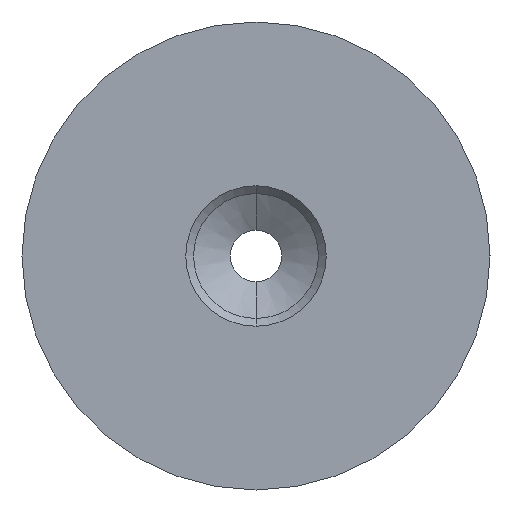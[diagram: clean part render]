
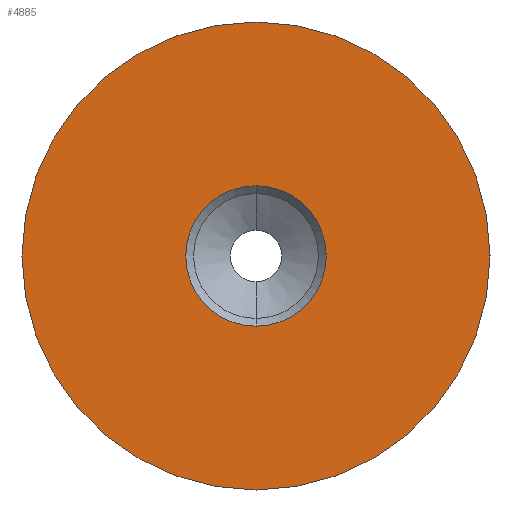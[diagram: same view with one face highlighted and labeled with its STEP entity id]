
A CAD part, left-side view. The second image highlights one B-rep face of the part: STEP entity #4885.
In plain terms, the highlighted planar face has unit normal (-1, 0, 0).
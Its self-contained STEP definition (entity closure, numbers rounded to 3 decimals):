
#93 = ORIENTED_EDGE ( 'NONE', *, *, #1228, .F. ) ;
#227 = DIRECTION ( 'NONE',  ( -1., 0., 0. ) ) ;
#251 = AXIS2_PLACEMENT_3D ( 'NONE', #1365, #5032, #1788 ) ;
#270 = ORIENTED_EDGE ( 'NONE', *, *, #4706, .F. ) ;
#465 = DIRECTION ( 'NONE',  ( 1., 0., 0. ) ) ;
#787 = EDGE_CURVE ( 'NONE', #2492, #4918, #2948, .T. ) ;
#965 = DIRECTION ( 'NONE',  ( 0., 0., -1. ) ) ;
#1151 = VERTEX_POINT ( 'NONE', #3428 ) ;
#1205 = FACE_BOUND ( 'NONE', #2881, .T. ) ;
#1228 = EDGE_CURVE ( 'NONE', #1151, #4542, #5186, .T. ) ;
#1365 = CARTESIAN_POINT ( 'NONE',  ( 0., 0., 0. ) ) ;
#1398 = AXIS2_PLACEMENT_3D ( 'NONE', #4687, #227, #4326 ) ;
#1419 = AXIS2_PLACEMENT_3D ( 'NONE', #4932, #465, #3317 ) ;
#1516 = AXIS2_PLACEMENT_3D ( 'NONE', #4439, #2803, #4044 ) ;
#1788 = DIRECTION ( 'NONE',  ( 0., 0., 1. ) ) ;
#2184 = CARTESIAN_POINT ( 'NONE',  ( 0., 0., -4.5 ) ) ;
#2312 = ORIENTED_EDGE ( 'NONE', *, *, #787, .F. ) ;
#2492 = VERTEX_POINT ( 'NONE', #5155 ) ;
#2627 = CARTESIAN_POINT ( 'NONE',  ( 0., 0., 0. ) ) ;
#2711 = EDGE_LOOP ( 'NONE', ( #93, #270 ) ) ;
#2803 = DIRECTION ( 'NONE',  ( -1., 0., 0. ) ) ;
#2881 = EDGE_LOOP ( 'NONE', ( #2312, #3220 ) ) ;
#2948 = CIRCLE ( 'NONE', #1398, 4.5 ) ;
#2974 = DIRECTION ( 'NONE',  ( 1., 0., 0. ) ) ;
#3072 = CARTESIAN_POINT ( 'NONE',  ( 0., 0., 15. ) ) ;
#3220 = ORIENTED_EDGE ( 'NONE', *, *, #4243, .F. ) ;
#3317 = DIRECTION ( 'NONE',  ( 0., 0., -1. ) ) ;
#3428 = CARTESIAN_POINT ( 'NONE',  ( 0., 0., -15. ) ) ;
#3637 = CIRCLE ( 'NONE', #1419, 15. ) ;
#3811 = PLANE ( 'NONE',  #251 ) ;
#4044 = DIRECTION ( 'NONE',  ( 0., 0., 1. ) ) ;
#4048 = AXIS2_PLACEMENT_3D ( 'NONE', #2627, #2974, #965 ) ;
#4243 = EDGE_CURVE ( 'NONE', #4918, #2492, #4717, .T. ) ;
#4279 = FACE_OUTER_BOUND ( 'NONE', #2711, .T. ) ;
#4326 = DIRECTION ( 'NONE',  ( 0., 0., 1. ) ) ;
#4439 = CARTESIAN_POINT ( 'NONE',  ( 0., 0., 0. ) ) ;
#4542 = VERTEX_POINT ( 'NONE', #3072 ) ;
#4687 = CARTESIAN_POINT ( 'NONE',  ( 0., 0., 0. ) ) ;
#4706 = EDGE_CURVE ( 'NONE', #4542, #1151, #3637, .T. ) ;
#4717 = CIRCLE ( 'NONE', #1516, 4.5 ) ;
#4885 = ADVANCED_FACE ( 'NONE', ( #1205, #4279 ), #3811, .T. ) ;
#4918 = VERTEX_POINT ( 'NONE', #2184 ) ;
#4932 = CARTESIAN_POINT ( 'NONE',  ( 0., 0., 0. ) ) ;
#5032 = DIRECTION ( 'NONE',  ( -1., 0., 0. ) ) ;
#5155 = CARTESIAN_POINT ( 'NONE',  ( 0., 0., 4.5 ) ) ;
#5186 = CIRCLE ( 'NONE', #4048, 15. ) ;
